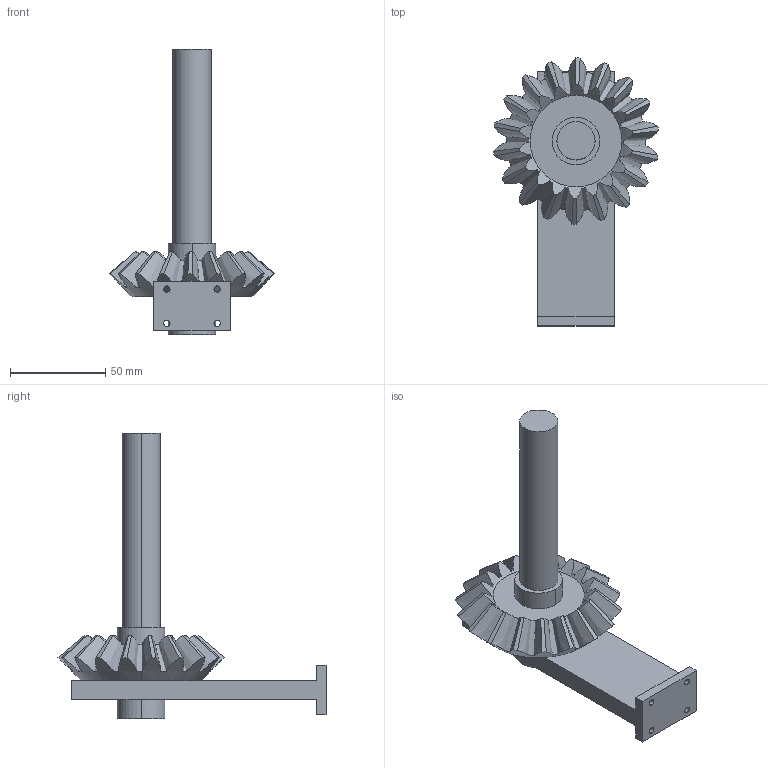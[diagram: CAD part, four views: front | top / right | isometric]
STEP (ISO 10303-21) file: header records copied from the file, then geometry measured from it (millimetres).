
FILE_DESCRIPTION((''),'2;1');
FILE_NAME('SHOULDER_GEAR_STAND_ASM','2020-12-30T20:24:44',('TINH LE'),(''),'CREO PARAMETRIC BY PTC INC, 2020154','CREO PARAMETRIC BY PTC INC, 2020154','');
FILE_SCHEMA(('CONFIG_CONTROL_DESIGN'));
Length unit declared in the file: millimetre
Products named in the file (4): SHOULDER_BEVEL_GEAR_SUPPORT; SHOULDER_GEAR_CYLINDER; SHOULDER_BEVEL_GEAR_2; SHOULDER_GEAR_STAND_ASM
Assembly tree (3 placements, depth 2):
  SHOULDER_GEAR_STAND_ASM
    SHOULDER_BEVEL_GEAR_SUPPORT
    SHOULDER_GEAR_CYLINDER
    SHOULDER_BEVEL_GEAR_2
Bounding box: 86.69 x 140.78 x 150 mm (x, y, z)
Volume: 165136 mm3; surface area: 43373.8 mm2
Topology: 3 solids, 3 shells, 79 faces, 210 edges, 140 vertices
Faces by surface type: cone 22, plane 20, cylinder 19, bspline 18
Entity records: 6954 total; most frequent: CARTESIAN_POINT 4908, ORIENTED_EDGE 420, DIRECTION 386, EDGE_CURVE 210, AXIS2_PLACEMENT_3D 148, VERTEX_POINT 140, EDGE_LOOP 94, VECTOR 90
